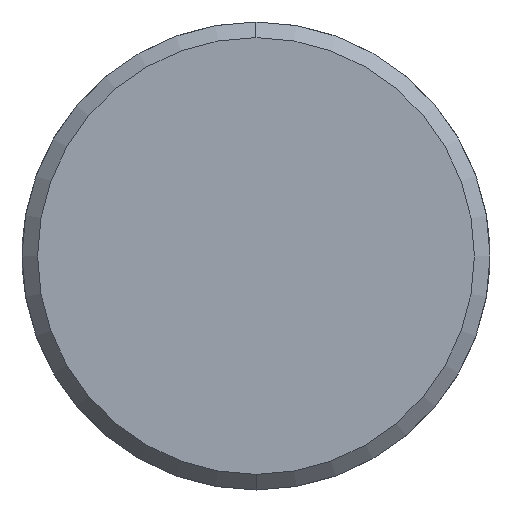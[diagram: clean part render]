
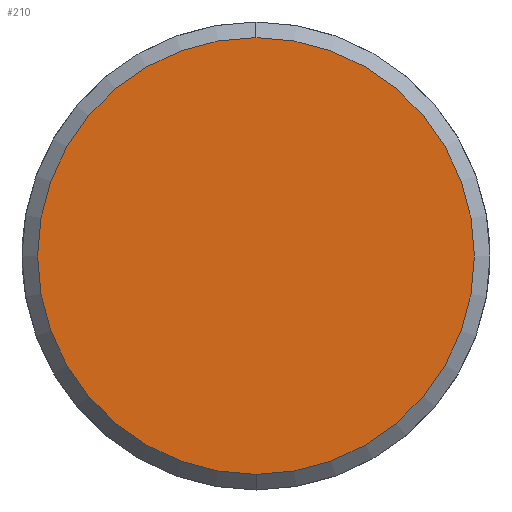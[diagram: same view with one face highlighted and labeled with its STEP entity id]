
A CAD part, left-side view. The second image highlights one B-rep face of the part: STEP entity #210.
In plain terms, the highlighted planar face has unit normal (-1, 0, 0).
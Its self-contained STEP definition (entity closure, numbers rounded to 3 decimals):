
#3 = CIRCLE ( 'NONE', #423, 14. ) ;
#68 = DIRECTION ( 'NONE',  ( -1., 0., 0. ) ) ;
#104 = VERTEX_POINT ( 'NONE', #341 ) ;
#107 = ORIENTED_EDGE ( 'NONE', *, *, #429, .T. ) ;
#113 = FACE_OUTER_BOUND ( 'NONE', #345, .T. ) ;
#194 = AXIS2_PLACEMENT_3D ( 'NONE', #414, #381, #447 ) ;
#209 = ORIENTED_EDGE ( 'NONE', *, *, #236, .T. ) ;
#210 = ADVANCED_FACE ( 'NONE', ( #113 ), #227, .T. ) ;
#217 = DIRECTION ( 'NONE',  ( 0., 0., -1. ) ) ;
#227 = PLANE ( 'NONE',  #435 ) ;
#228 = DIRECTION ( 'NONE',  ( 0., -1., 0. ) ) ;
#236 = EDGE_CURVE ( 'NONE', #283, #104, #3, .T. ) ;
#266 = CIRCLE ( 'NONE', #194, 14. ) ;
#283 = VERTEX_POINT ( 'NONE', #480 ) ;
#333 = CARTESIAN_POINT ( 'NONE',  ( -95., 14., -14. ) ) ;
#335 = CARTESIAN_POINT ( 'NONE',  ( -95., 0., 0. ) ) ;
#341 = CARTESIAN_POINT ( 'NONE',  ( -95., 0., 14. ) ) ;
#344 = DIRECTION ( 'NONE',  ( -1., 0., 0. ) ) ;
#345 = EDGE_LOOP ( 'NONE', ( #209, #107 ) ) ;
#381 = DIRECTION ( 'NONE',  ( -1., 0., 0. ) ) ;
#414 = CARTESIAN_POINT ( 'NONE',  ( -95., 0., 0. ) ) ;
#423 = AXIS2_PLACEMENT_3D ( 'NONE', #335, #68, #217 ) ;
#429 = EDGE_CURVE ( 'NONE', #104, #283, #266, .T. ) ;
#435 = AXIS2_PLACEMENT_3D ( 'NONE', #333, #344, #228 ) ;
#447 = DIRECTION ( 'NONE',  ( 0., 0., -1. ) ) ;
#480 = CARTESIAN_POINT ( 'NONE',  ( -95., 0., -14. ) ) ;
